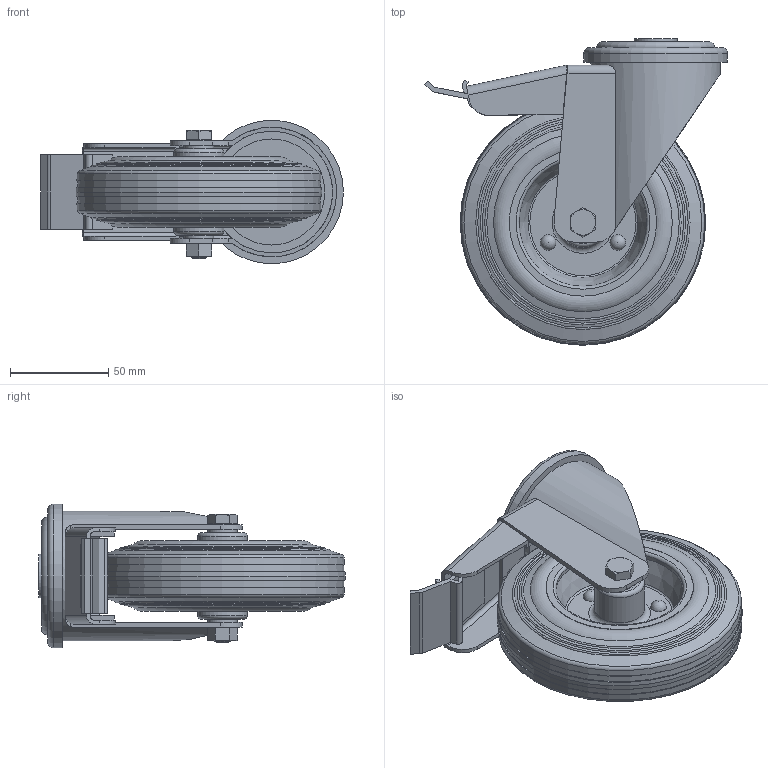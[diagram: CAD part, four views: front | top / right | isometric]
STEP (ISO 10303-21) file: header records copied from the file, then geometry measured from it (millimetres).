
FILE_DESCRIPTION(/* description */ ('RUOTA D.125 GIREV. S/P C/F C/BULBO'),/* implementation_level */ '2;1');
FILE_NAME(/* name */ 'CRUST0000185.stp',/* time_stamp */ '2025-02-12T09:33:17+01:00',/* author */ ('Marco Pistoia'),/* organization */ ('CADENAS'),/* preprocessor_version */ 'ST-DEVELOPER v20',/* originating_system */ 'Autodesk Inventor 2022',/* authorisation */ ' ');
FILE_SCHEMA (('AUTOMOTIVE_DESIGN { 1 0 10303 214 3 1 1 }'));
Length unit declared in the file: millimetre
Products named in the file (7): CRUST0000185; 440000025371; 440000025372; 440000025373; 440000025374; 440000025375; 440000025376
Assembly tree (6 placements, depth 2):
  CRUST0000185
    440000025371
    440000025372
    440000025373
    440000025374
    440000025375
    440000025376
Bounding box: 154.05 x 156 x 73 mm (x, y, z)
Volume: 396188.7 mm3; surface area: 100008.9 mm2
Topology: 6 solids, 6 shells, 228 faces, 542 edges, 345 vertices
Faces by surface type: plane 117, cylinder 46, cone 37, torus 22, sphere 6
Full cylindrical faces by diameter (mm): 6.647 x1, 8 x4, 11.47 x1, 12 x1, 15 x3, 15.5 x1, 18 x2, 22 x1, 25.4 x2, 54 x1, 62 x1, 65 x2, 66 x1, 73 x1, 75 x2
Entity records: 7052 total; most frequent: CARTESIAN_POINT 1238, DIRECTION 1189, ORIENTED_EDGE 1072, EDGE_CURVE 536, AXIS2_PLACEMENT_3D 452, VERTEX_POINT 345, LINE 285, VECTOR 285
